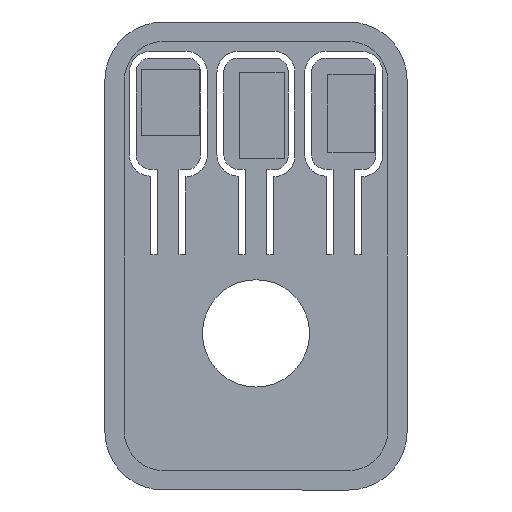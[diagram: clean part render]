
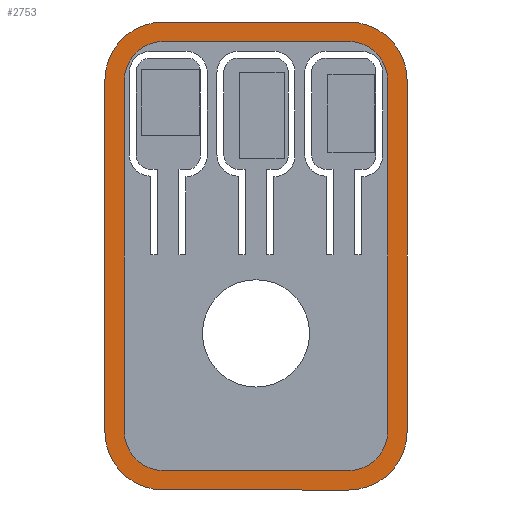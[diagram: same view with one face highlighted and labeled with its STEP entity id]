
A CAD part, front view. The second image highlights one B-rep face of the part: STEP entity #2753.
In plain terms, the highlighted planar face has unit normal (0, -1, 0).
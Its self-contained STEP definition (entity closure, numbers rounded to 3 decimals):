
#17 = ORIENTED_EDGE ( 'NONE', *, *, #398, .T. ) ;
#18 = CARTESIAN_POINT ( 'NONE',  ( 15.5, 1., -18. ) ) ;
#24 = EDGE_CURVE ( 'NONE', #2184, #3428, #1444, .T. ) ;
#25 = DIRECTION ( 'NONE',  ( 0., -1., 0. ) ) ;
#51 = DIRECTION ( 'NONE',  ( -1., 0., 0. ) ) ;
#52 = ORIENTED_EDGE ( 'NONE', *, *, #3451, .T. ) ;
#99 = CARTESIAN_POINT ( 'NONE',  ( 9.5, 1., 18. ) ) ;
#160 = DIRECTION ( 'NONE',  ( 0., -1., 0. ) ) ;
#164 = CARTESIAN_POINT ( 'NONE',  ( -9.5, 1., -18. ) ) ;
#191 = CARTESIAN_POINT ( 'NONE',  ( -9.5, 1., -24. ) ) ;
#268 = DIRECTION ( 'NONE',  ( 0., -1., 0. ) ) ;
#269 = CARTESIAN_POINT ( 'NONE',  ( 9.5, 1., 24. ) ) ;
#289 = DIRECTION ( 'NONE',  ( 0., 0., -1. ) ) ;
#378 = EDGE_CURVE ( 'NONE', #2172, #1751, #463, .T. ) ;
#398 = EDGE_CURVE ( 'NONE', #3428, #3105, #3355, .T. ) ;
#418 = EDGE_CURVE ( 'NONE', #2059, #2172, #1764, .T. ) ;
#425 = CARTESIAN_POINT ( 'NONE',  ( -15.5, 1., 18. ) ) ;
#460 = ORIENTED_EDGE ( 'NONE', *, *, #2279, .F. ) ;
#463 = LINE ( 'NONE', #3339, #704 ) ;
#483 = AXIS2_PLACEMENT_3D ( 'NONE', #2050, #160, #1210 ) ;
#490 = VECTOR ( 'NONE', #1052, 1000. ) ;
#514 = LINE ( 'NONE', #269, #490 ) ;
#521 = ORIENTED_EDGE ( 'NONE', *, *, #2060, .T. ) ;
#554 = CARTESIAN_POINT ( 'NONE',  ( -9.5, 1., 18. ) ) ;
#577 = CARTESIAN_POINT ( 'NONE',  ( 13.5, 1., 18. ) ) ;
#580 = VERTEX_POINT ( 'NONE', #1838 ) ;
#597 = CARTESIAN_POINT ( 'NONE',  ( 9.5, 1., 22. ) ) ;
#618 = ORIENTED_EDGE ( 'NONE', *, *, #1784, .T. ) ;
#626 = VECTOR ( 'NONE', #964, 1000. ) ;
#645 = CARTESIAN_POINT ( 'NONE',  ( 15.5, 1., 18. ) ) ;
#704 = VECTOR ( 'NONE', #1524, 1000. ) ;
#734 = CIRCLE ( 'NONE', #1003, 4. ) ;
#801 = CARTESIAN_POINT ( 'NONE',  ( -9.5, 1., -22. ) ) ;
#813 = ORIENTED_EDGE ( 'NONE', *, *, #1089, .F. ) ;
#815 = CARTESIAN_POINT ( 'NONE',  ( 9.5, 1., 18. ) ) ;
#848 = ORIENTED_EDGE ( 'NONE', *, *, #24, .T. ) ;
#876 = LINE ( 'NONE', #801, #1280 ) ;
#892 = DIRECTION ( 'NONE',  ( 0., 0., 1. ) ) ;
#920 = DIRECTION ( 'NONE',  ( 0., 0., -1. ) ) ;
#921 = VECTOR ( 'NONE', #892, 1000. ) ;
#964 = DIRECTION ( 'NONE',  ( 0., 0., -1. ) ) ;
#982 = DIRECTION ( 'NONE',  ( 0., 0., -1. ) ) ;
#1003 = AXIS2_PLACEMENT_3D ( 'NONE', #99, #2237, #920 ) ;
#1014 = DIRECTION ( 'NONE',  ( 0., -1., 0. ) ) ;
#1017 = VERTEX_POINT ( 'NONE', #1835 ) ;
#1019 = CARTESIAN_POINT ( 'NONE',  ( -13.5, 1., 18. ) ) ;
#1023 = ORIENTED_EDGE ( 'NONE', *, *, #2796, .T. ) ;
#1051 = DIRECTION ( 'NONE',  ( 0., 0., -1. ) ) ;
#1052 = DIRECTION ( 'NONE',  ( -1., 0., 0. ) ) ;
#1089 = EDGE_CURVE ( 'NONE', #1751, #1803, #1827, .T. ) ;
#1200 = DIRECTION ( 'NONE',  ( 0., -1., 0. ) ) ;
#1203 = EDGE_LOOP ( 'NONE', ( #2831, #2331, #460, #1798, #3345, #1936, #2349, #813 ) ) ;
#1210 = DIRECTION ( 'NONE',  ( 0., 0., -1. ) ) ;
#1243 = CARTESIAN_POINT ( 'NONE',  ( -9.5, 1., 18. ) ) ;
#1280 = VECTOR ( 'NONE', #1683, 1000. ) ;
#1287 = EDGE_CURVE ( 'NONE', #580, #1017, #2609, .T. ) ;
#1332 = PLANE ( 'NONE',  #1814 ) ;
#1360 = VERTEX_POINT ( 'NONE', #18 ) ;
#1375 = CARTESIAN_POINT ( 'NONE',  ( 9.5, 1., 22. ) ) ;
#1421 = CARTESIAN_POINT ( 'NONE',  ( -9.5, 1., -22. ) ) ;
#1427 = LINE ( 'NONE', #2242, #2454 ) ;
#1444 = CIRCLE ( 'NONE', #2009, 6. ) ;
#1468 = VERTEX_POINT ( 'NONE', #597 ) ;
#1524 = DIRECTION ( 'NONE',  ( 0., 0., -1. ) ) ;
#1525 = EDGE_CURVE ( 'NONE', #1017, #2423, #1427, .T. ) ;
#1595 = VERTEX_POINT ( 'NONE', #3042 ) ;
#1683 = DIRECTION ( 'NONE',  ( 1., 0., 0. ) ) ;
#1698 = LINE ( 'NONE', #1375, #3072 ) ;
#1701 = CARTESIAN_POINT ( 'NONE',  ( 9.5, 1., 24. ) ) ;
#1751 = VERTEX_POINT ( 'NONE', #2671 ) ;
#1764 = CIRCLE ( 'NONE', #2651, 4. ) ;
#1777 = AXIS2_PLACEMENT_3D ( 'NONE', #554, #268, #289 ) ;
#1784 = EDGE_CURVE ( 'NONE', #2097, #1595, #514, .T. ) ;
#1798 = ORIENTED_EDGE ( 'NONE', *, *, #1840, .F. ) ;
#1803 = VERTEX_POINT ( 'NONE', #1421 ) ;
#1807 = CIRCLE ( 'NONE', #1868, 6. ) ;
#1814 = AXIS2_PLACEMENT_3D ( 'NONE', #2903, #25, #2704 ) ;
#1827 = CIRCLE ( 'NONE', #1998, 4. ) ;
#1835 = CARTESIAN_POINT ( 'NONE',  ( 13.5, 1., -18. ) ) ;
#1838 = CARTESIAN_POINT ( 'NONE',  ( 9.5, 1., -22. ) ) ;
#1840 = EDGE_CURVE ( 'NONE', #2423, #1468, #734, .T. ) ;
#1850 = CIRCLE ( 'NONE', #2901, 6. ) ;
#1854 = VERTEX_POINT ( 'NONE', #645 ) ;
#1862 = FACE_BOUND ( 'NONE', #1203, .T. ) ;
#1868 = AXIS2_PLACEMENT_3D ( 'NONE', #2961, #1902, #1051 ) ;
#1902 = DIRECTION ( 'NONE',  ( 0., -1., 0. ) ) ;
#1936 = ORIENTED_EDGE ( 'NONE', *, *, #1287, .F. ) ;
#1996 = EDGE_CURVE ( 'NONE', #1803, #580, #876, .T. ) ;
#1998 = AXIS2_PLACEMENT_3D ( 'NONE', #3342, #1200, #3309 ) ;
#2009 = AXIS2_PLACEMENT_3D ( 'NONE', #164, #1014, #2085 ) ;
#2050 = CARTESIAN_POINT ( 'NONE',  ( 9.5, 1., -18. ) ) ;
#2052 = DIRECTION ( 'NONE',  ( 1., 0., 0. ) ) ;
#2059 = VERTEX_POINT ( 'NONE', #3037 ) ;
#2060 = EDGE_CURVE ( 'NONE', #3010, #2184, #3282, .T. ) ;
#2085 = DIRECTION ( 'NONE',  ( 0., 0., -1. ) ) ;
#2097 = VERTEX_POINT ( 'NONE', #1701 ) ;
#2141 = FACE_OUTER_BOUND ( 'NONE', #2775, .T. ) ;
#2146 = DIRECTION ( 'NONE',  ( 0., -1., 0. ) ) ;
#2172 = VERTEX_POINT ( 'NONE', #1019 ) ;
#2184 = VERTEX_POINT ( 'NONE', #3149 ) ;
#2185 = DIRECTION ( 'NONE',  ( 0., 0., -1. ) ) ;
#2220 = LINE ( 'NONE', #3279, #921 ) ;
#2237 = DIRECTION ( 'NONE',  ( 0., -1., 0. ) ) ;
#2242 = CARTESIAN_POINT ( 'NONE',  ( 13.5, 1., -18. ) ) ;
#2279 = EDGE_CURVE ( 'NONE', #1468, #2059, #1698, .T. ) ;
#2317 = DIRECTION ( 'NONE',  ( 0., -1., 0. ) ) ;
#2331 = ORIENTED_EDGE ( 'NONE', *, *, #418, .F. ) ;
#2337 = CIRCLE ( 'NONE', #1777, 6. ) ;
#2349 = ORIENTED_EDGE ( 'NONE', *, *, #1996, .F. ) ;
#2384 = EDGE_CURVE ( 'NONE', #1854, #2097, #1850, .T. ) ;
#2423 = VERTEX_POINT ( 'NONE', #577 ) ;
#2454 = VECTOR ( 'NONE', #2492, 1000. ) ;
#2489 = VECTOR ( 'NONE', #2052, 1000. ) ;
#2492 = DIRECTION ( 'NONE',  ( 0., 0., 1. ) ) ;
#2589 = EDGE_CURVE ( 'NONE', #1360, #1854, #2220, .T. ) ;
#2609 = CIRCLE ( 'NONE', #483, 4. ) ;
#2615 = ORIENTED_EDGE ( 'NONE', *, *, #2384, .T. ) ;
#2651 = AXIS2_PLACEMENT_3D ( 'NONE', #1243, #2317, #982 ) ;
#2665 = CARTESIAN_POINT ( 'NONE',  ( -15.5, 1., 18. ) ) ;
#2671 = CARTESIAN_POINT ( 'NONE',  ( -13.5, 1., -18. ) ) ;
#2704 = DIRECTION ( 'NONE',  ( 0., 0., -1. ) ) ;
#2753 = ADVANCED_FACE ( 'NONE', ( #1862, #2141 ), #1332, .T. ) ;
#2775 = EDGE_LOOP ( 'NONE', ( #848, #17, #1023, #2986, #2615, #618, #52, #521 ) ) ;
#2796 = EDGE_CURVE ( 'NONE', #3105, #1360, #1807, .T. ) ;
#2831 = ORIENTED_EDGE ( 'NONE', *, *, #378, .F. ) ;
#2901 = AXIS2_PLACEMENT_3D ( 'NONE', #815, #2146, #2185 ) ;
#2903 = CARTESIAN_POINT ( 'NONE',  ( -9.5, 1., -18. ) ) ;
#2961 = CARTESIAN_POINT ( 'NONE',  ( 9.5, 1., -18. ) ) ;
#2986 = ORIENTED_EDGE ( 'NONE', *, *, #2589, .T. ) ;
#3010 = VERTEX_POINT ( 'NONE', #2665 ) ;
#3025 = CARTESIAN_POINT ( 'NONE',  ( 9.5, 1., -24. ) ) ;
#3037 = CARTESIAN_POINT ( 'NONE',  ( -9.5, 1., 22. ) ) ;
#3042 = CARTESIAN_POINT ( 'NONE',  ( -9.5, 1., 24. ) ) ;
#3072 = VECTOR ( 'NONE', #51, 1000. ) ;
#3105 = VERTEX_POINT ( 'NONE', #3025 ) ;
#3149 = CARTESIAN_POINT ( 'NONE',  ( -15.5, 1., -18. ) ) ;
#3253 = CARTESIAN_POINT ( 'NONE',  ( -9.5, 1., -24. ) ) ;
#3279 = CARTESIAN_POINT ( 'NONE',  ( 15.5, 1., -18. ) ) ;
#3282 = LINE ( 'NONE', #425, #626 ) ;
#3309 = DIRECTION ( 'NONE',  ( 0., 0., -1. ) ) ;
#3339 = CARTESIAN_POINT ( 'NONE',  ( -13.5, 1., 18. ) ) ;
#3342 = CARTESIAN_POINT ( 'NONE',  ( -9.5, 1., -18. ) ) ;
#3345 = ORIENTED_EDGE ( 'NONE', *, *, #1525, .F. ) ;
#3355 = LINE ( 'NONE', #191, #2489 ) ;
#3428 = VERTEX_POINT ( 'NONE', #3253 ) ;
#3451 = EDGE_CURVE ( 'NONE', #1595, #3010, #2337, .T. ) ;
